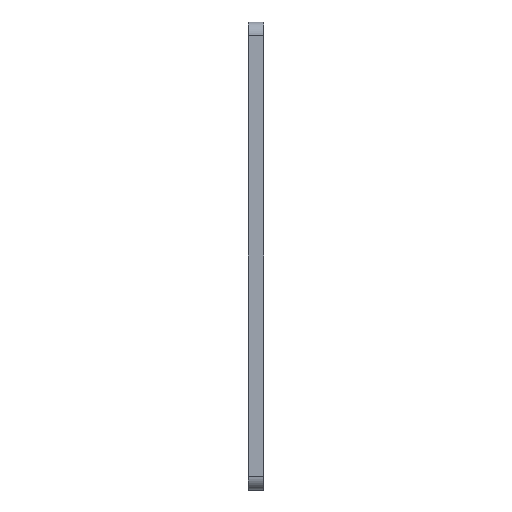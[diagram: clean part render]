
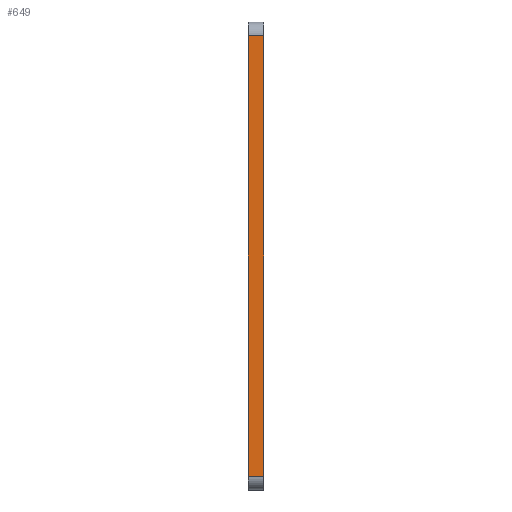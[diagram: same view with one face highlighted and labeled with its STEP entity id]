
A CAD part, left-side view. The second image highlights one B-rep face of the part: STEP entity #649.
In plain terms, the highlighted planar face has unit normal (-1, 0, 0).
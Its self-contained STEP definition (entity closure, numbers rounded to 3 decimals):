
#13 = DIRECTION ( 'NONE',  ( 0., 1., 0. ) ) ;
#19 = LINE ( 'NONE', #1136, #74 ) ;
#33 = VERTEX_POINT ( 'NONE', #782 ) ;
#34 = CARTESIAN_POINT ( 'NONE',  ( -65., 4., -56.5 ) ) ;
#72 = VERTEX_POINT ( 'NONE', #1200 ) ;
#74 = VECTOR ( 'NONE', #300, 1000. ) ;
#117 = AXIS2_PLACEMENT_3D ( 'NONE', #562, #181, #691 ) ;
#141 = VECTOR ( 'NONE', #431, 1000. ) ;
#150 = DIRECTION ( 'NONE',  ( 0., -1., 0. ) ) ;
#181 = DIRECTION ( 'NONE',  ( -1., 0., 0. ) ) ;
#208 = ORIENTED_EDGE ( 'NONE', *, *, #248, .T. ) ;
#214 = FACE_OUTER_BOUND ( 'NONE', #1004, .T. ) ;
#227 = VERTEX_POINT ( 'NONE', #293 ) ;
#248 = EDGE_CURVE ( 'NONE', #227, #854, #19, .T. ) ;
#267 = LINE ( 'NONE', #441, #695 ) ;
#293 = CARTESIAN_POINT ( 'NONE',  ( -65., 4., 56.5 ) ) ;
#300 = DIRECTION ( 'NONE',  ( 0., 0., -1. ) ) ;
#310 = ORIENTED_EDGE ( 'NONE', *, *, #947, .T. ) ;
#333 = ORIENTED_EDGE ( 'NONE', *, *, #352, .F. ) ;
#352 = EDGE_CURVE ( 'NONE', #33, #72, #955, .T. ) ;
#431 = DIRECTION ( 'NONE',  ( 0., 0., -1. ) ) ;
#441 = CARTESIAN_POINT ( 'NONE',  ( -65., 0., -56.5 ) ) ;
#449 = VECTOR ( 'NONE', #13, 1000. ) ;
#489 = EDGE_CURVE ( 'NONE', #854, #72, #267, .T. ) ;
#562 = CARTESIAN_POINT ( 'NONE',  ( -65., 0., -60. ) ) ;
#649 = ADVANCED_FACE ( 'NONE', ( #214 ), #1023, .T. ) ;
#682 = CARTESIAN_POINT ( 'NONE',  ( -65., 0., 60. ) ) ;
#691 = DIRECTION ( 'NONE',  ( 0., 0., 1. ) ) ;
#695 = VECTOR ( 'NONE', #150, 1000. ) ;
#728 = ORIENTED_EDGE ( 'NONE', *, *, #489, .T. ) ;
#729 = CARTESIAN_POINT ( 'NONE',  ( -65., 0., 56.5 ) ) ;
#782 = CARTESIAN_POINT ( 'NONE',  ( -65., 0., 56.5 ) ) ;
#854 = VERTEX_POINT ( 'NONE', #34 ) ;
#947 = EDGE_CURVE ( 'NONE', #33, #227, #1189, .T. ) ;
#955 = LINE ( 'NONE', #682, #141 ) ;
#1004 = EDGE_LOOP ( 'NONE', ( #333, #310, #208, #728 ) ) ;
#1023 = PLANE ( 'NONE',  #117 ) ;
#1136 = CARTESIAN_POINT ( 'NONE',  ( -65., 4., 60. ) ) ;
#1189 = LINE ( 'NONE', #729, #449 ) ;
#1200 = CARTESIAN_POINT ( 'NONE',  ( -65., 0., -56.5 ) ) ;
